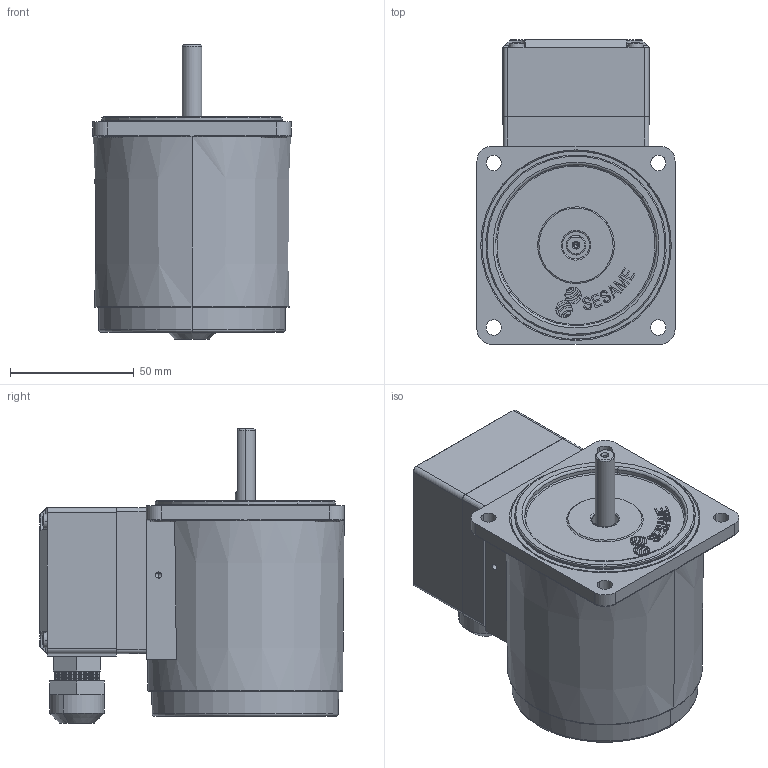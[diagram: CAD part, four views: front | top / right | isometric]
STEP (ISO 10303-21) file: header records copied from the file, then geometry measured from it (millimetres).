
FILE_DESCRIPTION (( 'STEP AP203' ), '1' );
FILE_NAME ('4IK25A-¡¼Ts-5C050¡¼4000Z0.STEP', '2017-10-16T10:14:35', ( '' ), ( '' ), 'SwSTEP 2.0', 'SolidWorks 2010', '' );
FILE_SCHEMA (( 'CONFIG_CONTROL_DESIGN' ));
Length unit declared in the file: millimetre
Products named in the file (10): 成品180度; Ts下蓋; Ts下墊片; 4IK25A-〖Ts-5C050〖4000Z0; M425TsA_成品; C475-C473_C475成品-車工; 25A_3.研磨; Ts上蓋; 出線頭 Ver.2; 圓頭十字螺絲 M3 x 40 --40N_JIS B 1111 Binding head screw M3 x 40 --40N
Assembly tree (12 placements, depth 3):
  4IK25A-〖Ts-5C050〖4000Z0
    25A_3.研磨
    成品180度
      Ts下墊片
      圓頭十字螺絲 M3 x 40 --40N_JIS B 1111 Binding head screw M3 x 40 --40N  x4
      Ts下蓋
      出線頭 Ver.2
      Ts上蓋
    M425TsA_成品
    C475-C473_C475成品-車工
Bounding box: 80 x 123 x 118.75 mm (x, y, z)
Volume: 255364.8 mm3; surface area: 101014.7 mm2
Topology: 11 solids, 11 shells, 2628 faces, 6889 edges, 4322 vertices
Faces by surface type: cone 1332, cylinder 929, plane 271, torus 53, bspline 35, sphere 8
Entity records: 38705 total; most frequent: CARTESIAN_POINT 9311, DIRECTION 6477, ORIENTED_EDGE 5738, EDGE_CURVE 2869, AXIS2_PLACEMENT_3D 2616, VERTEX_POINT 1817, CIRCLE 1519, LINE 1245
